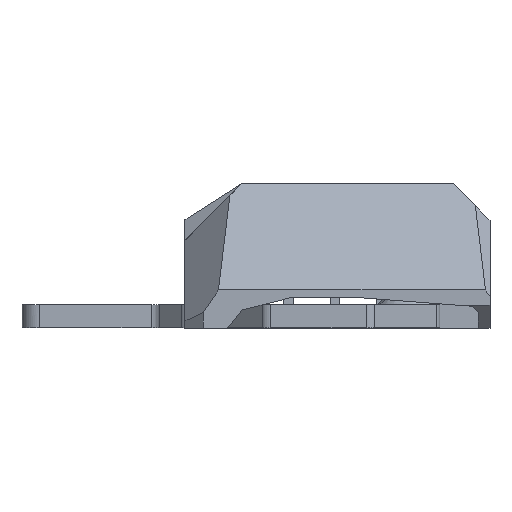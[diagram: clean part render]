
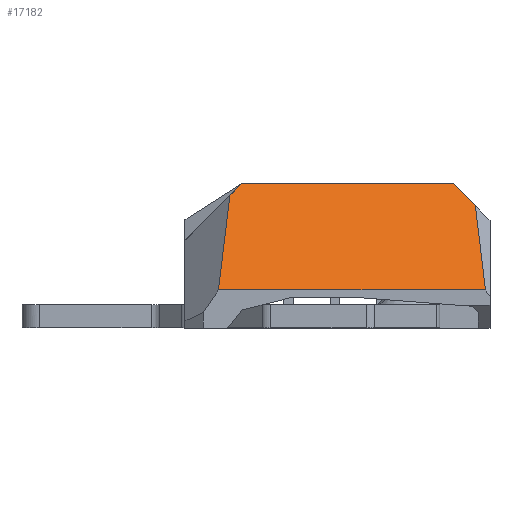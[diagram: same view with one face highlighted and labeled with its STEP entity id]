
A CAD part, front view. The second image highlights one B-rep face of the part: STEP entity #17182.
In plain terms, the highlighted planar face has unit normal (0, -0.796, 0.606).
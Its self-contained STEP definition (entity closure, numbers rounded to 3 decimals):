
#308 = DIRECTION ( 'NONE',  ( 0.095, 0.603, 0.792 ) ) ;
#408 = LINE ( 'NONE', #5794, #11319 ) ;
#730 = VECTOR ( 'NONE', #1858, 1000. ) ;
#791 = DIRECTION ( 'NONE',  ( 0., 0.606, 0.796 ) ) ;
#1096 = VECTOR ( 'NONE', #14309, 1000. ) ;
#1307 = CARTESIAN_POINT ( 'NONE',  ( -146.762, 72.217, 153.201 ) ) ;
#1735 = ORIENTED_EDGE ( 'NONE', *, *, #4995, .F. ) ;
#1765 = VERTEX_POINT ( 'NONE', #13758 ) ;
#1858 = DIRECTION ( 'NONE',  ( 0.623, -0.474, -0.623 ) ) ;
#3244 = DIRECTION ( 'NONE',  ( 0.623, 0.474, 0.623 ) ) ;
#3503 = EDGE_CURVE ( 'NONE', #1765, #6064, #14196, .T. ) ;
#3588 = FACE_OUTER_BOUND ( 'NONE', #13105, .T. ) ;
#3621 = VECTOR ( 'NONE', #308, 1000. ) ;
#3638 = CARTESIAN_POINT ( 'NONE',  ( -152.498, 72.55, 153.638 ) ) ;
#3750 = DIRECTION ( 'NONE',  ( 0., 0.796, -0.606 ) ) ;
#4341 = CARTESIAN_POINT ( 'NONE',  ( -142.736, 86.521, 172. ) ) ;
#4555 = VERTEX_POINT ( 'NONE', #4341 ) ;
#4995 = EDGE_CURVE ( 'NONE', #9266, #4555, #17206, .T. ) ;
#5060 = LINE ( 'NONE', #3638, #8042 ) ;
#5704 = LINE ( 'NONE', #1307, #3621 ) ;
#5794 = CARTESIAN_POINT ( 'NONE',  ( 0., 86.521, 172. ) ) ;
#6064 = VERTEX_POINT ( 'NONE', #14041 ) ;
#6899 = EDGE_CURVE ( 'NONE', #15178, #9266, #5704, .T. ) ;
#7230 = DIRECTION ( 'NONE',  ( -1., 0., 0. ) ) ;
#8042 = VECTOR ( 'NONE', #11841, 1000. ) ;
#8078 = ORIENTED_EDGE ( 'NONE', *, *, #11130, .F. ) ;
#8143 = CARTESIAN_POINT ( 'NONE',  ( -144.739, 84.997, 169.997 ) ) ;
#9063 = VERTEX_POINT ( 'NONE', #14548 ) ;
#9266 = VERTEX_POINT ( 'NONE', #8143 ) ;
#10285 = CARTESIAN_POINT ( 'NONE',  ( -146.709, 72.55, 153.638 ) ) ;
#10333 = PLANE ( 'NONE',  #11582 ) ;
#10732 = ORIENTED_EDGE ( 'NONE', *, *, #12891, .T. ) ;
#11130 = EDGE_CURVE ( 'NONE', #6064, #9063, #16671, .T. ) ;
#11319 = VECTOR ( 'NONE', #7230, 1000. ) ;
#11486 = ORIENTED_EDGE ( 'NONE', *, *, #3503, .F. ) ;
#11582 = AXIS2_PLACEMENT_3D ( 'NONE', #14563, #3750, #791 ) ;
#11841 = DIRECTION ( 'NONE',  ( 1., 0., 0. ) ) ;
#12592 = ORIENTED_EDGE ( 'NONE', *, *, #17335, .T. ) ;
#12891 = EDGE_CURVE ( 'NONE', #15178, #9063, #5060, .T. ) ;
#13028 = VECTOR ( 'NONE', #3244, 1000. ) ;
#13057 = CARTESIAN_POINT ( 'NONE',  ( -157.763, 75.088, 156.973 ) ) ;
#13105 = EDGE_LOOP ( 'NONE', ( #17775, #10732, #8078, #11486, #12592, #1735 ) ) ;
#13758 = CARTESIAN_POINT ( 'NONE',  ( -106.176, 86.521, 172. ) ) ;
#14041 = CARTESIAN_POINT ( 'NONE',  ( -102.35, 83.61, 168.174 ) ) ;
#14196 = LINE ( 'NONE', #15374, #730 ) ;
#14309 = DIRECTION ( 'NONE',  ( 0.095, -0.603, -0.792 ) ) ;
#14548 = CARTESIAN_POINT ( 'NONE',  ( -100.599, 72.55, 153.638 ) ) ;
#14563 = CARTESIAN_POINT ( 'NONE',  ( -152.498, 72.55, 153.638 ) ) ;
#15178 = VERTEX_POINT ( 'NONE', #10285 ) ;
#15374 = CARTESIAN_POINT ( 'NONE',  ( -112.896, 91.634, 178.72 ) ) ;
#15492 = CARTESIAN_POINT ( 'NONE',  ( -101.072, 75.535, 157.561 ) ) ;
#16671 = LINE ( 'NONE', #15492, #1096 ) ;
#17182 = ADVANCED_FACE ( 'NONE', ( #3588 ), #10333, .F. ) ;
#17206 = LINE ( 'NONE', #13057, #13028 ) ;
#17335 = EDGE_CURVE ( 'NONE', #1765, #4555, #408, .T. ) ;
#17775 = ORIENTED_EDGE ( 'NONE', *, *, #6899, .F. ) ;
